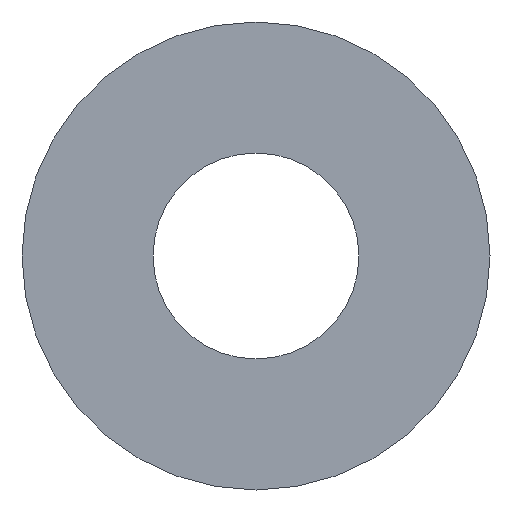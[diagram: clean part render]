
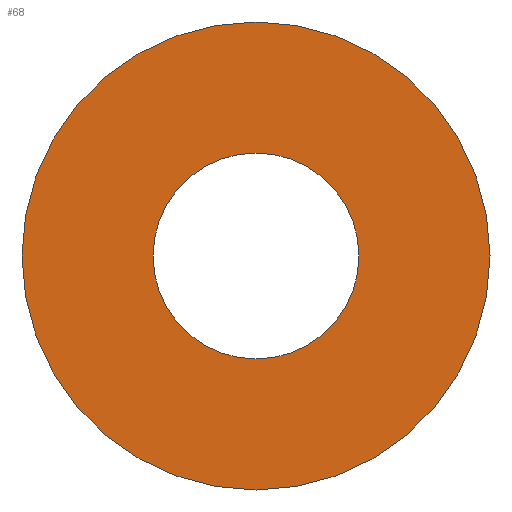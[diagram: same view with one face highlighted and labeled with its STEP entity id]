
A CAD part, front view. The second image highlights one B-rep face of the part: STEP entity #68.
In plain terms, the highlighted planar face has unit normal (0, -1, 0).
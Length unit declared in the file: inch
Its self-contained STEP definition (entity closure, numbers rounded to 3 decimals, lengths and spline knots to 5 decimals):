
#6 = FACE_BOUND ( 'NONE', #32, .T. ) ;
#7 = EDGE_LOOP ( 'NONE', ( #19, #58 ) ) ;
#13 = CIRCLE ( 'NONE', #78, 0.04331 ) ;
#19 = ORIENTED_EDGE ( 'NONE', *, *, #74, .F. ) ;
#26 = CIRCLE ( 'NONE', #126, 0.04331 ) ;
#28 = ORIENTED_EDGE ( 'NONE', *, *, #75, .T. ) ;
#32 = EDGE_LOOP ( 'NONE', ( #28, #41 ) ) ;
#40 = CIRCLE ( 'NONE', #136, 0.09843 ) ;
#41 = ORIENTED_EDGE ( 'NONE', *, *, #132, .T. ) ;
#45 = FACE_OUTER_BOUND ( 'NONE', #7, .T. ) ;
#48 = CIRCLE ( 'NONE', #131, 0.09843 ) ;
#58 = ORIENTED_EDGE ( 'NONE', *, *, #241, .F. ) ;
#68 = ADVANCED_FACE ( 'NONE', ( #6, #45 ), #153, .F. ) ;
#74 = EDGE_CURVE ( 'NONE', #222, #201, #40, .T. ) ;
#75 = EDGE_CURVE ( 'NONE', #219, #224, #26, .T. ) ;
#78 = AXIS2_PLACEMENT_3D ( 'NONE', #193, #192, #191 ) ;
#125 = AXIS2_PLACEMENT_3D ( 'NONE', #208, #145, #144 ) ;
#126 = AXIS2_PLACEMENT_3D ( 'NONE', #197, #196, #195 ) ;
#131 = AXIS2_PLACEMENT_3D ( 'NONE', #177, #176, #174 ) ;
#132 = EDGE_CURVE ( 'NONE', #224, #219, #13, .T. ) ;
#136 = AXIS2_PLACEMENT_3D ( 'NONE', #202, #199, #198 ) ;
#144 = DIRECTION ( 'NONE',  ( 0., 0., 1. ) ) ;
#145 = DIRECTION ( 'NONE',  ( 0., 1., 0. ) ) ;
#149 = CARTESIAN_POINT ( 'NONE',  ( 0., 0., 0.09843 ) ) ;
#153 = PLANE ( 'NONE',  #125 ) ;
#174 = DIRECTION ( 'NONE',  ( 0., 0., 1. ) ) ;
#176 = DIRECTION ( 'NONE',  ( 0., 1., 0. ) ) ;
#177 = CARTESIAN_POINT ( 'NONE',  ( 0., 0., 0. ) ) ;
#187 = CARTESIAN_POINT ( 'NONE',  ( 0., 0., -0.09843 ) ) ;
#191 = DIRECTION ( 'NONE',  ( 0., 0., 1. ) ) ;
#192 = DIRECTION ( 'NONE',  ( 0., 1., 0. ) ) ;
#193 = CARTESIAN_POINT ( 'NONE',  ( 0., 0., 0. ) ) ;
#195 = DIRECTION ( 'NONE',  ( 0., 0., 1. ) ) ;
#196 = DIRECTION ( 'NONE',  ( 0., 1., 0. ) ) ;
#197 = CARTESIAN_POINT ( 'NONE',  ( 0., 0., 0. ) ) ;
#198 = DIRECTION ( 'NONE',  ( 0., 0., 1. ) ) ;
#199 = DIRECTION ( 'NONE',  ( 0., 1., 0. ) ) ;
#201 = VERTEX_POINT ( 'NONE', #149 ) ;
#202 = CARTESIAN_POINT ( 'NONE',  ( 0., 0., 0. ) ) ;
#206 = CARTESIAN_POINT ( 'NONE',  ( 0., 0., -0.04331 ) ) ;
#208 = CARTESIAN_POINT ( 'NONE',  ( 0., 0., 0. ) ) ;
#217 = CARTESIAN_POINT ( 'NONE',  ( 0., 0., 0.04331 ) ) ;
#219 = VERTEX_POINT ( 'NONE', #217 ) ;
#222 = VERTEX_POINT ( 'NONE', #187 ) ;
#224 = VERTEX_POINT ( 'NONE', #206 ) ;
#241 = EDGE_CURVE ( 'NONE', #201, #222, #48, .T. ) ;
